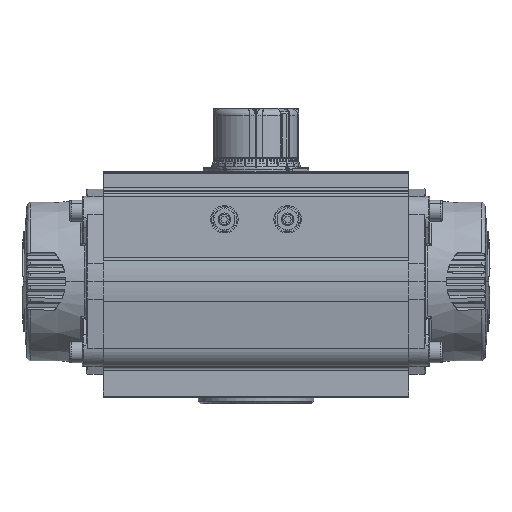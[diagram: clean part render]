
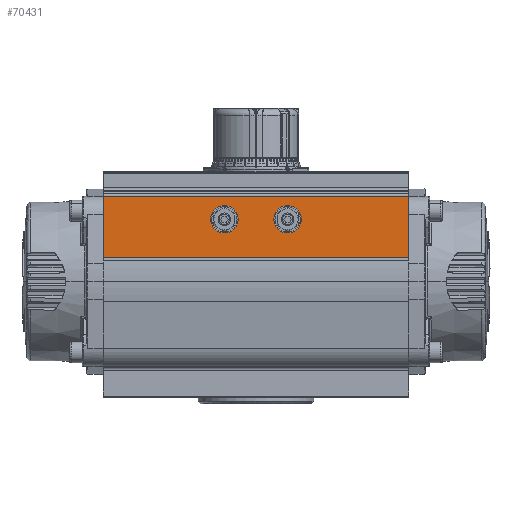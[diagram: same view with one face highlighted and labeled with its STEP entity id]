
A CAD part, top view. The second image highlights one B-rep face of the part: STEP entity #70431.
In plain terms, the highlighted face is planar.
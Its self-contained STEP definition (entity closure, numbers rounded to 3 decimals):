
#29886 = CARTESIAN_POINT ( 'NONE',  ( -19.876, -8.823, 17. ) ) ;
#29959 = CARTESIAN_POINT ( 'NONE',  ( -19.876, 21.177, 17. ) ) ;
#30045 = AXIS2_PLACEMENT_3D ( 'NONE', #30137, #30114, #30112 ) ;
#30089 = CARTESIAN_POINT ( 'NONE',  ( -19.876, 14.677, 17. ) ) ;
#30092 = AXIS2_PLACEMENT_3D ( 'NONE', #30089, #30178, #30177 ) ;
#30112 = DIRECTION ( 'NONE',  ( 0., 0., -1. ) ) ;
#30114 = DIRECTION ( 'NONE',  ( 1., 0., 0. ) ) ;
#30120 = CIRCLE ( 'NONE', #30092, 6.5 ) ;
#30137 = CARTESIAN_POINT ( 'NONE',  ( -19.876, -15.323, 17. ) ) ;
#30138 = CIRCLE ( 'NONE', #30045, 6.5 ) ;
#30142 = CARTESIAN_POINT ( 'NONE',  ( -19.876, -15.323, 10.5 ) ) ;
#30177 = DIRECTION ( 'NONE',  ( 0., 0., -1. ) ) ;
#30178 = DIRECTION ( 'NONE',  ( 1., 0., 0. ) ) ;
#30179 = CARTESIAN_POINT ( 'NONE',  ( -19.876, 14.677, 10.5 ) ) ;
#34805 = CARTESIAN_POINT ( 'NONE',  ( -19.876, -15.323, 17. ) ) ;
#34806 = AXIS2_PLACEMENT_3D ( 'NONE', #34901, #34899, #34897 ) ;
#34809 = CIRCLE ( 'NONE', #34925, 6.5 ) ;
#34814 = CARTESIAN_POINT ( 'NONE',  ( -19.876, -21.823, 17. ) ) ;
#34822 = CARTESIAN_POINT ( 'NONE',  ( -19.876, 8.177, 17. ) ) ;
#34832 = DIRECTION ( 'NONE',  ( 0., 0., -1. ) ) ;
#34834 = DIRECTION ( 'NONE',  ( 1., 0., 0. ) ) ;
#34835 = AXIS2_PLACEMENT_3D ( 'NONE', #34847, #34834, #34832 ) ;
#34837 = CIRCLE ( 'NONE', #34835, 6.5 ) ;
#34847 = CARTESIAN_POINT ( 'NONE',  ( -19.876, 14.677, 17. ) ) ;
#34880 = DIRECTION ( 'NONE',  ( 0., 0., -1. ) ) ;
#34881 = DIRECTION ( 'NONE',  ( 1., 0., 0. ) ) ;
#34883 = CARTESIAN_POINT ( 'NONE',  ( -19.876, -15.323, 17. ) ) ;
#34885 = CARTESIAN_POINT ( 'NONE',  ( -19.876, 72.127, 28. ) ) ;
#34891 = CARTESIAN_POINT ( 'NONE',  ( -19.876, -0.323, 28. ) ) ;
#34893 = LINE ( 'NONE', #34891, #35010 ) ;
#34897 = DIRECTION ( 'NONE',  ( 0., 0., -1. ) ) ;
#34899 = DIRECTION ( 'NONE',  ( 1., 0., 0. ) ) ;
#34901 = CARTESIAN_POINT ( 'NONE',  ( -19.876, 14.677, 17. ) ) ;
#34917 = AXIS2_PLACEMENT_3D ( 'NONE', #34883, #34881, #34880 ) ;
#34918 = CIRCLE ( 'NONE', #34806, 6.5 ) ;
#34923 = DIRECTION ( 'NONE',  ( 0., 0., -1. ) ) ;
#34924 = DIRECTION ( 'NONE',  ( 1., 0., 0. ) ) ;
#34925 = AXIS2_PLACEMENT_3D ( 'NONE', #34805, #34924, #34923 ) ;
#34931 = CIRCLE ( 'NONE', #34917, 6.5 ) ;
#34994 = CARTESIAN_POINT ( 'NONE',  ( -19.876, -72.773, 28. ) ) ;
#35008 = DIRECTION ( 'NONE',  ( 0., 1., 0. ) ) ;
#35010 = VECTOR ( 'NONE', #35008, 1000. ) ;
#70353 = ORIENTED_EDGE ( 'NONE', *, *, #74734, .T. ) ;
#70354 = ORIENTED_EDGE ( 'NONE', *, *, #74762, .T. ) ;
#70355 = VERTEX_POINT ( 'NONE', #103544 ) ;
#70356 = ORIENTED_EDGE ( 'NONE', *, *, #74749, .T. ) ;
#70358 = EDGE_LOOP ( 'NONE', ( #70368, #70416, #70354, #70420 ) ) ;
#70359 = ORIENTED_EDGE ( 'NONE', *, *, #74760, .T. ) ;
#70360 = EDGE_CURVE ( 'NONE', #70366, #70355, #103493, .T. ) ;
#70366 = VERTEX_POINT ( 'NONE', #103663 ) ;
#70368 = ORIENTED_EDGE ( 'NONE', *, *, #70360, .F. ) ;
#70371 = EDGE_CURVE ( 'NONE', #70366, #74767, #103637, .T. ) ;
#70373 = ORIENTED_EDGE ( 'NONE', *, *, #73758, .T. ) ;
#70375 = EDGE_LOOP ( 'NONE', ( #70433, #70373, #70353 ) ) ;
#70416 = ORIENTED_EDGE ( 'NONE', *, *, #70371, .T. ) ;
#70420 = ORIENTED_EDGE ( 'NONE', *, *, #70428, .T. ) ;
#70428 = EDGE_CURVE ( 'NONE', #74764, #70355, #103891, .T. ) ;
#70429 = EDGE_LOOP ( 'NONE', ( #70356, #70434, #70359 ) ) ;
#70431 = ADVANCED_FACE ( 'NONE', ( #103893, #103928, #103880 ), #103917, .T. ) ;
#70433 = ORIENTED_EDGE ( 'NONE', *, *, #74755, .T. ) ;
#70434 = ORIENTED_EDGE ( 'NONE', *, *, #73745, .T. ) ;
#73686 = VERTEX_POINT ( 'NONE', #29886 ) ;
#73704 = VERTEX_POINT ( 'NONE', #29959 ) ;
#73745 = EDGE_CURVE ( 'NONE', #73747, #73686, #30138, .T. ) ;
#73747 = VERTEX_POINT ( 'NONE', #30142 ) ;
#73758 = EDGE_CURVE ( 'NONE', #73761, #73704, #30120, .T. ) ;
#73761 = VERTEX_POINT ( 'NONE', #30179 ) ;
#74734 = EDGE_CURVE ( 'NONE', #73704, #74744, #34837, .T. ) ;
#74744 = VERTEX_POINT ( 'NONE', #34822 ) ;
#74745 = VERTEX_POINT ( 'NONE', #34814 ) ;
#74749 = EDGE_CURVE ( 'NONE', #74745, #73747, #34809, .T. ) ;
#74755 = EDGE_CURVE ( 'NONE', #74744, #73761, #34918, .T. ) ;
#74760 = EDGE_CURVE ( 'NONE', #73686, #74745, #34931, .T. ) ;
#74762 = EDGE_CURVE ( 'NONE', #74767, #74764, #34893, .T. ) ;
#74764 = VERTEX_POINT ( 'NONE', #34885 ) ;
#74767 = VERTEX_POINT ( 'NONE', #34994 ) ;
#103486 = DIRECTION ( 'NONE',  ( 0., 1., 0. ) ) ;
#103488 = VECTOR ( 'NONE', #103486, 1000. ) ;
#103490 = CARTESIAN_POINT ( 'NONE',  ( -19.876, -0.323, -1. ) ) ;
#103493 = LINE ( 'NONE', #103490, #103488 ) ;
#103544 = CARTESIAN_POINT ( 'NONE',  ( -19.876, 72.127, -1. ) ) ;
#103620 = DIRECTION ( 'NONE',  ( 0., 0., 1. ) ) ;
#103621 = VECTOR ( 'NONE', #103620, 1000. ) ;
#103636 = CARTESIAN_POINT ( 'NONE',  ( -19.876, -72.773, -5.308 ) ) ;
#103637 = LINE ( 'NONE', #103636, #103621 ) ;
#103663 = CARTESIAN_POINT ( 'NONE',  ( -19.876, -72.773, -1. ) ) ;
#103841 = DIRECTION ( 'NONE',  ( -1., 0., 0. ) ) ;
#103879 = AXIS2_PLACEMENT_3D ( 'NONE', #103902, #103841, #104041 ) ;
#103880 = FACE_OUTER_BOUND ( 'NONE', #70358, .T. ) ;
#103884 = DIRECTION ( 'NONE',  ( 0., 0., -1. ) ) ;
#103885 = VECTOR ( 'NONE', #103884, 1000. ) ;
#103887 = CARTESIAN_POINT ( 'NONE',  ( -19.876, 72.127, 19.234 ) ) ;
#103891 = LINE ( 'NONE', #103887, #103885 ) ;
#103893 = FACE_BOUND ( 'NONE', #70375, .T. ) ;
#103902 = CARTESIAN_POINT ( 'NONE',  ( -19.876, -0.323, 30. ) ) ;
#103917 = PLANE ( 'NONE',  #103879 ) ;
#103928 = FACE_BOUND ( 'NONE', #70429, .T. ) ;
#104041 = DIRECTION ( 'NONE',  ( 0., 0., 1. ) ) ;
